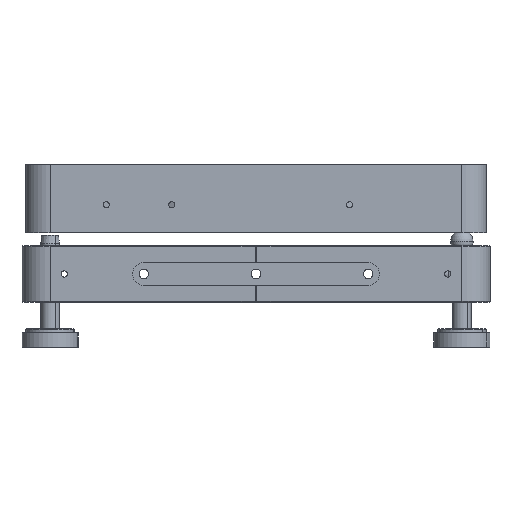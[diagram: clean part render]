
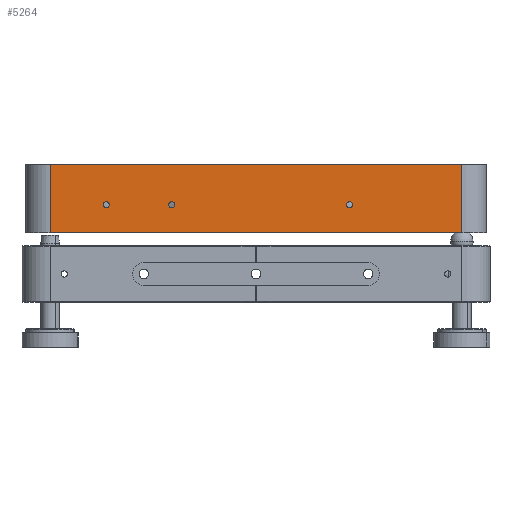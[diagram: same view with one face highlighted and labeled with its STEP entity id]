
A CAD part, front view. The second image highlights one B-rep face of the part: STEP entity #5264.
In plain terms, the highlighted planar face has unit normal (0, -1, 0).
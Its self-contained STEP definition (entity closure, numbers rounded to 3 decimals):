
#233 = DIRECTION ( 'NONE',  ( 1., 0., 0. ) ) ;
#460 = CIRCLE ( 'NONE', #7106, 1.65 ) ;
#509 = CARTESIAN_POINT ( 'NONE',  ( -205., 2., 36.971 ) ) ;
#657 = DIRECTION ( 'NONE',  ( 0., 1., 0. ) ) ;
#725 = EDGE_CURVE ( 'NONE', #2204, #2968, #3226, .T. ) ;
#1141 = CARTESIAN_POINT ( 'NONE',  ( -206.65, 2., 36.971 ) ) ;
#1161 = DIRECTION ( 'NONE',  ( 0., -1., 0. ) ) ;
#1280 = EDGE_CURVE ( 'NONE', #5107, #2968, #3049, .T. ) ;
#1355 = EDGE_CURVE ( 'NONE', #2008, #4585, #1481, .T. ) ;
#1410 = CIRCLE ( 'NONE', #6480, 1.65 ) ;
#1457 = CARTESIAN_POINT ( 'NONE',  ( -73.35, 2., 36.971 ) ) ;
#1481 = CIRCLE ( 'NONE', #9915, 1.65 ) ;
#1483 = EDGE_LOOP ( 'NONE', ( #3948, #6794 ) ) ;
#1678 = VECTOR ( 'NONE', #10761, 1000. ) ;
#1928 = CIRCLE ( 'NONE', #7766, 1.65 ) ;
#2008 = VERTEX_POINT ( 'NONE', #11955 ) ;
#2073 = VECTOR ( 'NONE', #8838, 1000. ) ;
#2204 = VERTEX_POINT ( 'NONE', #8055 ) ;
#2763 = AXIS2_PLACEMENT_3D ( 'NONE', #6943, #11617, #9811 ) ;
#2891 = EDGE_CURVE ( 'NONE', #6614, #9001, #1410, .T. ) ;
#2968 = VERTEX_POINT ( 'NONE', #8390 ) ;
#3049 = LINE ( 'NONE', #8900, #4114 ) ;
#3106 = CARTESIAN_POINT ( 'NONE',  ( -15., 2., 21.971 ) ) ;
#3226 = LINE ( 'NONE', #8028, #2073 ) ;
#3245 = CARTESIAN_POINT ( 'NONE',  ( -168.35, 2., 36.971 ) ) ;
#3488 = EDGE_LOOP ( 'NONE', ( #8320, #11700 ) ) ;
#3897 = VERTEX_POINT ( 'NONE', #9964 ) ;
#3948 = ORIENTED_EDGE ( 'NONE', *, *, #5036, .F. ) ;
#3989 = CARTESIAN_POINT ( 'NONE',  ( -75., 2., 36.971 ) ) ;
#4114 = VECTOR ( 'NONE', #7722, 1000. ) ;
#4352 = ORIENTED_EDGE ( 'NONE', *, *, #6211, .T. ) ;
#4495 = EDGE_CURVE ( 'NONE', #3897, #12001, #4881, .T. ) ;
#4562 = ORIENTED_EDGE ( 'NONE', *, *, #725, .F. ) ;
#4585 = VERTEX_POINT ( 'NONE', #3245 ) ;
#4606 = DIRECTION ( 'NONE',  ( 1., 0., 0. ) ) ;
#4627 = FACE_BOUND ( 'NONE', #3488, .T. ) ;
#4881 = CIRCLE ( 'NONE', #10873, 1.65 ) ;
#4978 = CARTESIAN_POINT ( 'NONE',  ( -205., 2., 36.971 ) ) ;
#5036 = EDGE_CURVE ( 'NONE', #4585, #2008, #460, .T. ) ;
#5107 = VERTEX_POINT ( 'NONE', #10898 ) ;
#5119 = CARTESIAN_POINT ( 'NONE',  ( -76.65, 2., 36.971 ) ) ;
#5264 = ADVANCED_FACE ( 'NONE', ( #4627, #11262, #11207, #12224 ), #11394, .F. ) ;
#5365 = DIRECTION ( 'NONE',  ( 1., 0., 0. ) ) ;
#5450 = EDGE_CURVE ( 'NONE', #2204, #6530, #11702, .T. ) ;
#5709 = CARTESIAN_POINT ( 'NONE',  ( -260., 2., 21.971 ) ) ;
#5746 = VECTOR ( 'NONE', #7053, 1000. ) ;
#5908 = DIRECTION ( 'NONE',  ( 1., 0., 0. ) ) ;
#6211 = EDGE_CURVE ( 'NONE', #6530, #5107, #11806, .T. ) ;
#6311 = AXIS2_PLACEMENT_3D ( 'NONE', #5709, #657, #12283 ) ;
#6389 = ORIENTED_EDGE ( 'NONE', *, *, #4495, .F. ) ;
#6480 = AXIS2_PLACEMENT_3D ( 'NONE', #3989, #7948, #11758 ) ;
#6530 = VERTEX_POINT ( 'NONE', #9726 ) ;
#6614 = VERTEX_POINT ( 'NONE', #1457 ) ;
#6742 = EDGE_LOOP ( 'NONE', ( #6389, #9531 ) ) ;
#6794 = ORIENTED_EDGE ( 'NONE', *, *, #1355, .F. ) ;
#6943 = CARTESIAN_POINT ( 'NONE',  ( -75., 2., 36.971 ) ) ;
#7051 = EDGE_CURVE ( 'NONE', #12001, #3897, #1928, .T. ) ;
#7053 = DIRECTION ( 'NONE',  ( -1., 0., 0. ) ) ;
#7106 = AXIS2_PLACEMENT_3D ( 'NONE', #10233, #8436, #5365 ) ;
#7269 = ORIENTED_EDGE ( 'NONE', *, *, #5450, .T. ) ;
#7722 = DIRECTION ( 'NONE',  ( 0., 0., -1. ) ) ;
#7766 = AXIS2_PLACEMENT_3D ( 'NONE', #509, #8448, #4606 ) ;
#7948 = DIRECTION ( 'NONE',  ( 0., -1., 0. ) ) ;
#8028 = CARTESIAN_POINT ( 'NONE',  ( -260., 2., 21.971 ) ) ;
#8055 = CARTESIAN_POINT ( 'NONE',  ( -15., 2., 21.971 ) ) ;
#8320 = ORIENTED_EDGE ( 'NONE', *, *, #2891, .F. ) ;
#8390 = CARTESIAN_POINT ( 'NONE',  ( -235., 2., 21.971 ) ) ;
#8436 = DIRECTION ( 'NONE',  ( 0., -1., 0. ) ) ;
#8448 = DIRECTION ( 'NONE',  ( 0., -1., 0. ) ) ;
#8838 = DIRECTION ( 'NONE',  ( -1., 0., 0. ) ) ;
#8862 = CARTESIAN_POINT ( 'NONE',  ( -260., 2., 58.471 ) ) ;
#8900 = CARTESIAN_POINT ( 'NONE',  ( -235., 2., 58.472 ) ) ;
#9001 = VERTEX_POINT ( 'NONE', #5119 ) ;
#9027 = EDGE_CURVE ( 'NONE', #9001, #6614, #10973, .T. ) ;
#9398 = ORIENTED_EDGE ( 'NONE', *, *, #1280, .T. ) ;
#9531 = ORIENTED_EDGE ( 'NONE', *, *, #7051, .F. ) ;
#9726 = CARTESIAN_POINT ( 'NONE',  ( -15., 2., 58.471 ) ) ;
#9811 = DIRECTION ( 'NONE',  ( 1., 0., 0. ) ) ;
#9845 = DIRECTION ( 'NONE',  ( 0., -1., 0. ) ) ;
#9893 = CARTESIAN_POINT ( 'NONE',  ( -170., 2., 36.971 ) ) ;
#9915 = AXIS2_PLACEMENT_3D ( 'NONE', #9893, #1161, #5908 ) ;
#9964 = CARTESIAN_POINT ( 'NONE',  ( -203.35, 2., 36.971 ) ) ;
#10233 = CARTESIAN_POINT ( 'NONE',  ( -170., 2., 36.971 ) ) ;
#10761 = DIRECTION ( 'NONE',  ( 0., 0., 1. ) ) ;
#10873 = AXIS2_PLACEMENT_3D ( 'NONE', #4978, #9845, #233 ) ;
#10898 = CARTESIAN_POINT ( 'NONE',  ( -235., 2., 58.471 ) ) ;
#10973 = CIRCLE ( 'NONE', #2763, 1.65 ) ;
#11207 = FACE_BOUND ( 'NONE', #6742, .T. ) ;
#11262 = FACE_BOUND ( 'NONE', #1483, .T. ) ;
#11394 = PLANE ( 'NONE',  #6311 ) ;
#11617 = DIRECTION ( 'NONE',  ( 0., -1., 0. ) ) ;
#11630 = EDGE_LOOP ( 'NONE', ( #9398, #4562, #7269, #4352 ) ) ;
#11700 = ORIENTED_EDGE ( 'NONE', *, *, #9027, .F. ) ;
#11702 = LINE ( 'NONE', #3106, #1678 ) ;
#11758 = DIRECTION ( 'NONE',  ( 1., 0., 0. ) ) ;
#11806 = LINE ( 'NONE', #8862, #5746 ) ;
#11955 = CARTESIAN_POINT ( 'NONE',  ( -171.65, 2., 36.971 ) ) ;
#12001 = VERTEX_POINT ( 'NONE', #1141 ) ;
#12224 = FACE_OUTER_BOUND ( 'NONE', #11630, .T. ) ;
#12283 = DIRECTION ( 'NONE',  ( -1., 0., 0. ) ) ;
